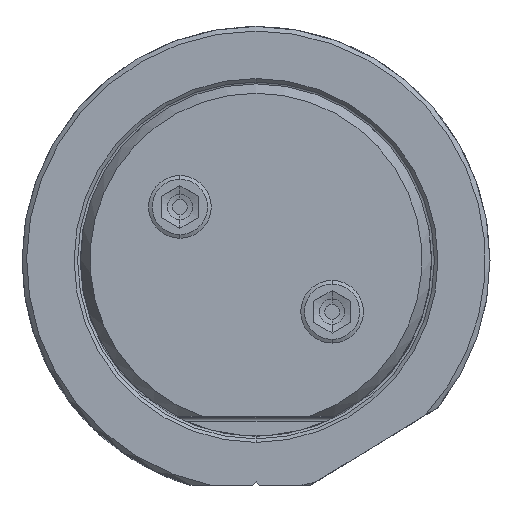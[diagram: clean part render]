
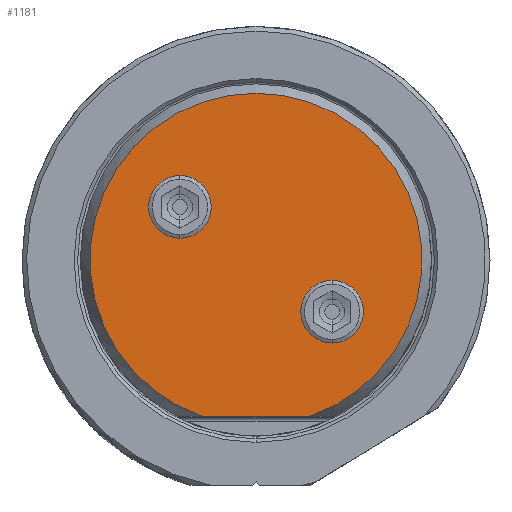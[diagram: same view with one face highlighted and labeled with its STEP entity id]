
A CAD part, top view. The second image highlights one B-rep face of the part: STEP entity #1181.
In plain terms, the highlighted planar face has unit normal (0, 0, 1).
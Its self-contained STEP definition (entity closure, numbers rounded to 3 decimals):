
#86=FACE_BOUND('',#1881,.T.);
#87=FACE_BOUND('',#1882,.T.);
#88=FACE_BOUND('',#1883,.T.);
#197=PLANE('',#6366);
#564=LINE('',#13446,#895);
#895=VECTOR('',#7499,1.);
#1181=ADVANCED_FACE('',(#86,#87,#88),#197,.T.);
#1881=EDGE_LOOP('',(#3165,#3166,#3167));
#1882=EDGE_LOOP('',(#3168,#3169));
#1883=EDGE_LOOP('',(#3170,#3171));
#3165=ORIENTED_EDGE('',*,*,#5207,.T.);
#3166=ORIENTED_EDGE('',*,*,#5210,.T.);
#3167=ORIENTED_EDGE('',*,*,#5208,.T.);
#3168=ORIENTED_EDGE('',*,*,#5213,.T.);
#3169=ORIENTED_EDGE('',*,*,#5214,.T.);
#3170=ORIENTED_EDGE('',*,*,#5215,.T.);
#3171=ORIENTED_EDGE('',*,*,#5216,.T.);
#4483=VERTEX_POINT('',#13436);
#4484=VERTEX_POINT('',#13438);
#4485=VERTEX_POINT('',#13440);
#4486=VERTEX_POINT('',#13453);
#4487=VERTEX_POINT('',#13454);
#4488=VERTEX_POINT('',#13457);
#4489=VERTEX_POINT('',#13458);
#5207=EDGE_CURVE('',#4484,#4483,#5748,.T.);
#5208=EDGE_CURVE('',#4485,#4484,#5749,.T.);
#5210=EDGE_CURVE('',#4483,#4485,#564,.T.);
#5213=EDGE_CURVE('',#4486,#4487,#5750,.T.);
#5214=EDGE_CURVE('',#4487,#4486,#5751,.T.);
#5215=EDGE_CURVE('',#4488,#4489,#5752,.T.);
#5216=EDGE_CURVE('',#4489,#4488,#5753,.T.);
#5748=CIRCLE('',#6356,18.022);
#5749=CIRCLE('',#6357,18.022);
#5750=CIRCLE('',#6362,3.4);
#5751=CIRCLE('',#6363,3.4);
#5752=CIRCLE('',#6364,3.4);
#5753=CIRCLE('',#6365,3.4);
#6356=AXIS2_PLACEMENT_3D('',#13437,#7493,#7494);
#6357=AXIS2_PLACEMENT_3D('',#13439,#7495,#7496);
#6362=AXIS2_PLACEMENT_3D('',#13452,#7508,#7509);
#6363=AXIS2_PLACEMENT_3D('',#13455,#7510,#7511);
#6364=AXIS2_PLACEMENT_3D('',#13456,#7512,#7513);
#6365=AXIS2_PLACEMENT_3D('',#13459,#7514,#7515);
#6366=AXIS2_PLACEMENT_3D('',#13460,#7516,#7517);
#7493=DIRECTION('',(0.,0.,1.));
#7494=DIRECTION('',(0.,1.,0.));
#7495=DIRECTION('',(0.,0.,1.));
#7496=DIRECTION('',(0.324,-0.946,0.));
#7499=DIRECTION('',(1.,0.,0.));
#7508=DIRECTION('',(0.,0.,-1.));
#7509=DIRECTION('',(1.,0.,0.));
#7510=DIRECTION('',(0.,0.,-1.));
#7511=DIRECTION('',(-1.,0.,0.));
#7512=DIRECTION('',(0.,0.,-1.));
#7513=DIRECTION('',(1.,0.,0.));
#7514=DIRECTION('',(0.,0.,-1.));
#7515=DIRECTION('',(-1.,0.,0.));
#7516=DIRECTION('',(0.,0.,1.));
#7517=DIRECTION('',(1.,0.,0.));
#13436=CARTESIAN_POINT('',(-5.839,-17.05,69.85));
#13437=CARTESIAN_POINT('',(0.,0.,69.85));
#13438=CARTESIAN_POINT('',(0.,18.022,69.85));
#13439=CARTESIAN_POINT('',(0.,0.,69.85));
#13440=CARTESIAN_POINT('',(5.839,-17.05,69.85));
#13446=CARTESIAN_POINT('',(-5.839,-17.05,69.85));
#13452=CARTESIAN_POINT('',(8.259,-5.688,69.85));
#13453=CARTESIAN_POINT('',(11.659,-5.688,69.85));
#13454=CARTESIAN_POINT('',(4.859,-5.688,69.85));
#13455=CARTESIAN_POINT('',(8.259,-5.688,69.85));
#13456=CARTESIAN_POINT('',(-8.259,5.688,69.85));
#13457=CARTESIAN_POINT('',(-4.859,5.688,69.85));
#13458=CARTESIAN_POINT('',(-11.659,5.688,69.85));
#13459=CARTESIAN_POINT('',(-8.259,5.688,69.85));
#13460=CARTESIAN_POINT('',(0.,0.486,69.85));
